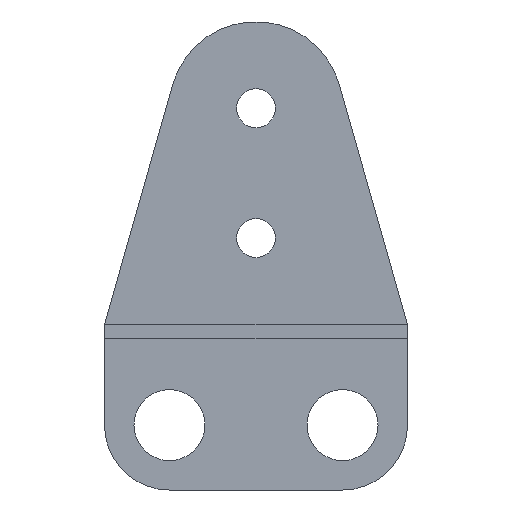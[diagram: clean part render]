
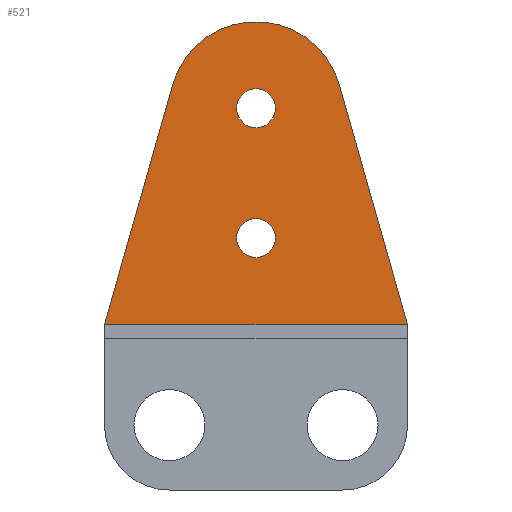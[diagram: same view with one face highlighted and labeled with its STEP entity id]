
A CAD part, front view. The second image highlights one B-rep face of the part: STEP entity #521.
In plain terms, the highlighted planar face has unit normal (0, -1, 0).
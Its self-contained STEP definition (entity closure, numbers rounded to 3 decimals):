
#21=FACE_BOUND('',#124,.T.);
#22=FACE_BOUND('',#125,.T.);
#36=CIRCLE('',#555,10.);
#46=CIRCLE('',#573,2.25);
#48=CIRCLE('',#577,2.25);
#87=FACE_OUTER_BOUND('',#123,.T.);
#123=EDGE_LOOP('',(#470,#471,#472,#473));
#124=EDGE_LOOP('',(#474));
#125=EDGE_LOOP('',(#475));
#156=LINE('',#814,#205);
#159=LINE('',#822,#208);
#168=LINE('',#865,#217);
#205=VECTOR('',#655,10.);
#208=VECTOR('',#664,10.);
#217=VECTOR('',#717,10.);
#232=VERTEX_POINT('',#759);
#248=VERTEX_POINT('',#812);
#249=VERTEX_POINT('',#816);
#250=VERTEX_POINT('',#820);
#260=VERTEX_POINT('',#853);
#262=VERTEX_POINT('',#861);
#302=EDGE_CURVE('',#232,#248,#156,.T.);
#304=EDGE_CURVE('',#249,#248,#36,.T.);
#306=EDGE_CURVE('',#250,#249,#159,.T.);
#322=EDGE_CURVE('',#260,#260,#46,.T.);
#326=EDGE_CURVE('',#262,#262,#48,.T.);
#327=EDGE_CURVE('',#250,#232,#168,.T.);
#470=ORIENTED_EDGE('',*,*,#327,.T.);
#471=ORIENTED_EDGE('',*,*,#302,.T.);
#472=ORIENTED_EDGE('',*,*,#304,.F.);
#473=ORIENTED_EDGE('',*,*,#306,.F.);
#474=ORIENTED_EDGE('',*,*,#322,.F.);
#475=ORIENTED_EDGE('',*,*,#326,.F.);
#491=PLANE('',#586);
#521=ADVANCED_FACE('',(#87,#21,#22),#491,.F.);
#555=AXIS2_PLACEMENT_3D('',#818,#659,#660);
#573=AXIS2_PLACEMENT_3D('',#855,#703,#704);
#577=AXIS2_PLACEMENT_3D('',#863,#713,#714);
#586=AXIS2_PLACEMENT_3D('',#882,#738,#739);
#655=DIRECTION('',(-0.273,0.,0.962));
#659=DIRECTION('center_axis',(0.,1.,0.));
#660=DIRECTION('ref_axis',(-0.962,0.,0.273));
#664=DIRECTION('',(0.273,0.,0.962));
#703=DIRECTION('center_axis',(0.,-1.,0.));
#704=DIRECTION('ref_axis',(1.,0.,0.));
#713=DIRECTION('center_axis',(0.,-1.,0.));
#714=DIRECTION('ref_axis',(1.,0.,0.));
#717=DIRECTION('',(1.,0.,0.));
#738=DIRECTION('center_axis',(0.,1.,0.));
#739=DIRECTION('ref_axis',(1.,0.,0.));
#759=CARTESIAN_POINT('',(27.5,0.,11.6));
#812=CARTESIAN_POINT('',(19.619,0.,39.333));
#814=CARTESIAN_POINT('',(27.5,0.,11.6));
#816=CARTESIAN_POINT('',(0.381,0.,39.333));
#818=CARTESIAN_POINT('Origin',(10.,0.,36.6));
#820=CARTESIAN_POINT('',(-7.5,0.,11.6));
#822=CARTESIAN_POINT('',(-7.5,0.,11.6));
#853=CARTESIAN_POINT('',(7.75,0.,36.6));
#855=CARTESIAN_POINT('Origin',(10.,0.,36.6));
#861=CARTESIAN_POINT('',(7.75,0.,21.6));
#863=CARTESIAN_POINT('Origin',(10.,0.,21.6));
#865=CARTESIAN_POINT('',(18.75,0.,11.6));
#882=CARTESIAN_POINT('Origin',(10.,0.,19.55));
